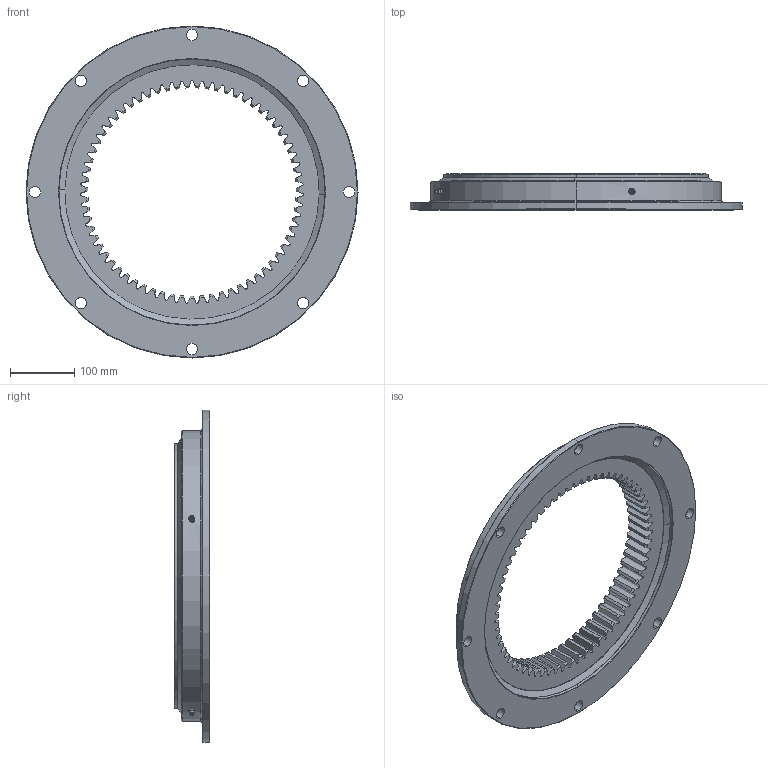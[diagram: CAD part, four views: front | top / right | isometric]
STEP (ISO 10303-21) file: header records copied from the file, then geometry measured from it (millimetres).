
FILE_DESCRIPTION (( 'STEP AP214' ), '1' );
FILE_NAME ('0028358.step', '2023-01-06T09:53:22', ( '' ), ( '' ), 'SwSTEP 2.0', 'SolidWorks 2020', '' );
FILE_SCHEMA (( 'AUTOMOTIVE_DESIGN' ));
Length unit declared in the file: millimetre
Products named in the file (1): 0028358
Bounding box: 518 x 56 x 518 mm (x, y, z)
Volume: 3622748.6 mm3; surface area: 694813.4 mm2
Topology: 8 solids, 8 shells, 661 faces, 1744 edges, 1112 vertices
Faces by surface type: cone 268, cylinder 179, bspline 149, plane 65
Entity records: 39768 total; most frequent: CARTESIAN_POINT 17017, ORIENTED_EDGE 3440, DIRECTION 2998, EDGE_CURVE 1720, AXIS2_PLACEMENT_3D 1321, VERTEX_POINT 1112, CIRCLE 808, EDGE_LOOP 730
